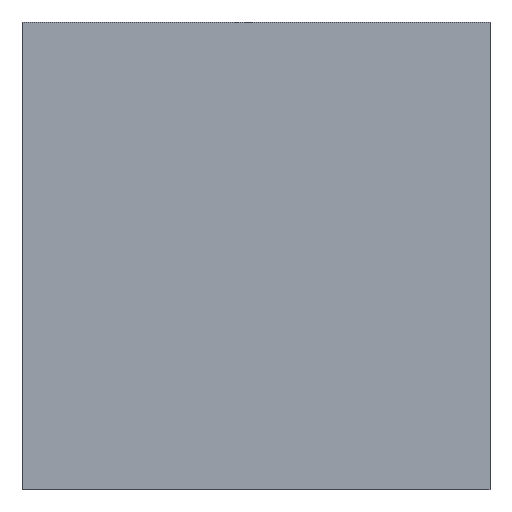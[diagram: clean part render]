
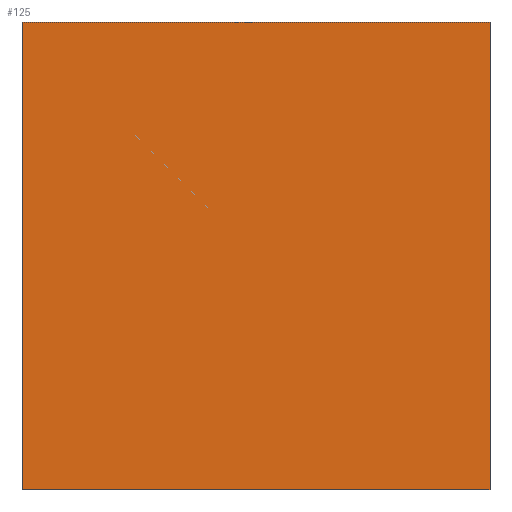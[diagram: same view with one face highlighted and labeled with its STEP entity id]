
A CAD part, left-side view. The second image highlights one B-rep face of the part: STEP entity #125.
In plain terms, the highlighted planar face has unit normal (-1, 0, 0).
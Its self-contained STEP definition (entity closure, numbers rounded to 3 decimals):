
#28 = VECTOR ( 'NONE', #70, 1000. ) ;
#38 = PLANE ( 'NONE',  #235 ) ;
#44 = DIRECTION ( 'NONE',  ( 0., 0., 1. ) ) ;
#47 = VERTEX_POINT ( 'NONE', #234 ) ;
#48 = ORIENTED_EDGE ( 'NONE', *, *, #213, .F. ) ;
#50 = CARTESIAN_POINT ( 'NONE',  ( 0., 75., -272. ) ) ;
#52 = CARTESIAN_POINT ( 'NONE',  ( 0., 0., -272. ) ) ;
#60 = EDGE_CURVE ( 'NONE', #212, #47, #182, .T. ) ;
#62 = VERTEX_POINT ( 'NONE', #144 ) ;
#63 = VECTOR ( 'NONE', #44, 1000. ) ;
#65 = DIRECTION ( 'NONE',  ( -1., 0., 0. ) ) ;
#66 = FACE_OUTER_BOUND ( 'NONE', #137, .T. ) ;
#67 = CARTESIAN_POINT ( 'NONE',  ( 0., 0., -197. ) ) ;
#68 = CARTESIAN_POINT ( 'NONE',  ( 0., 150., -122. ) ) ;
#70 = DIRECTION ( 'NONE',  ( 0., -1., 0. ) ) ;
#71 = LINE ( 'NONE', #67, #113 ) ;
#83 = DIRECTION ( 'NONE',  ( 0., 1., 0. ) ) ;
#105 = CARTESIAN_POINT ( 'NONE',  ( 0., 75., -122. ) ) ;
#109 = CARTESIAN_POINT ( 'NONE',  ( 0., 150., -197. ) ) ;
#113 = VECTOR ( 'NONE', #181, 1000. ) ;
#114 = LINE ( 'NONE', #109, #63 ) ;
#125 = ADVANCED_FACE ( 'NONE', ( #66 ), #38, .T. ) ;
#135 = EDGE_CURVE ( 'NONE', #212, #62, #71, .T. ) ;
#137 = EDGE_LOOP ( 'NONE', ( #164, #232, #48, #191 ) ) ;
#138 = VECTOR ( 'NONE', #83, 1000. ) ;
#144 = CARTESIAN_POINT ( 'NONE',  ( 0., 0., -122. ) ) ;
#164 = ORIENTED_EDGE ( 'NONE', *, *, #60, .F. ) ;
#181 = DIRECTION ( 'NONE',  ( 0., 0., 1. ) ) ;
#182 = LINE ( 'NONE', #50, #138 ) ;
#190 = EDGE_CURVE ( 'NONE', #47, #219, #114, .T. ) ;
#191 = ORIENTED_EDGE ( 'NONE', *, *, #190, .F. ) ;
#194 = LINE ( 'NONE', #105, #28 ) ;
#201 = DIRECTION ( 'NONE',  ( 0., 0., 1. ) ) ;
#212 = VERTEX_POINT ( 'NONE', #52 ) ;
#213 = EDGE_CURVE ( 'NONE', #219, #62, #194, .T. ) ;
#215 = CARTESIAN_POINT ( 'NONE',  ( 0., -0.01, -272.01 ) ) ;
#219 = VERTEX_POINT ( 'NONE', #68 ) ;
#232 = ORIENTED_EDGE ( 'NONE', *, *, #135, .T. ) ;
#234 = CARTESIAN_POINT ( 'NONE',  ( 0., 150., -272. ) ) ;
#235 = AXIS2_PLACEMENT_3D ( 'NONE', #215, #65, #201 ) ;
